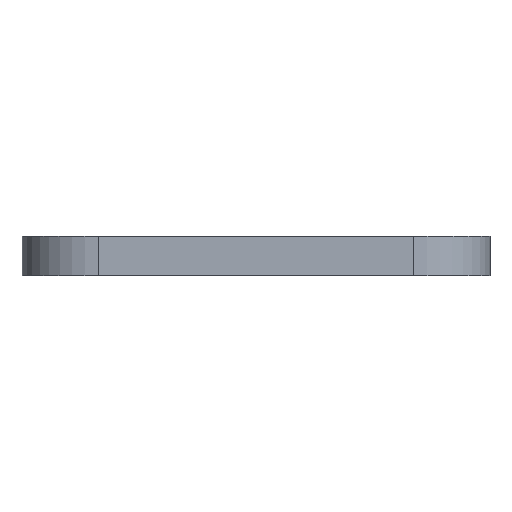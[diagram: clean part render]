
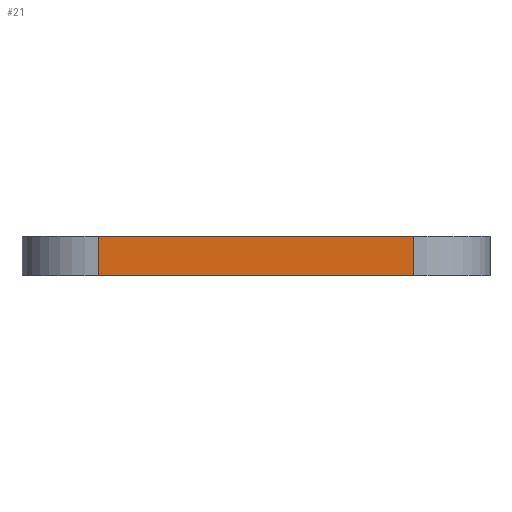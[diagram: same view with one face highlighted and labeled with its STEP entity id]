
A CAD part, front view. The second image highlights one B-rep face of the part: STEP entity #21.
In plain terms, the highlighted planar face has unit normal (0, -1, 0).
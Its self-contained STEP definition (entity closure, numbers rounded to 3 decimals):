
#21=ADVANCED_FACE('',(#50),#474,.T.);
#50=FACE_OUTER_BOUND('',#79,.T.);
#79=EDGE_LOOP('',(#114,#115,#116,#117));
#114=ORIENTED_EDGE('',*,*,#252,.T.);
#115=ORIENTED_EDGE('',*,*,#253,.T.);
#116=ORIENTED_EDGE('',*,*,#254,.F.);
#117=ORIENTED_EDGE('',*,*,#255,.F.);
#252=EDGE_CURVE('',#414,#415,#372,.T.);
#253=EDGE_CURVE('',#415,#416,#373,.T.);
#254=EDGE_CURVE('',#417,#416,#374,.T.);
#255=EDGE_CURVE('',#414,#417,#375,.T.);
#372=B_SPLINE_CURVE_WITH_KNOTS('',1,(#734,#735),.UNSPECIFIED.,.F.,.F.,(2,
2),(0.,31.609),.UNSPECIFIED.);
#373=B_SPLINE_CURVE_WITH_KNOTS('',1,(#736,#737),.UNSPECIFIED.,.F.,.F.,(2,
2),(0.,4.),.UNSPECIFIED.);
#374=B_SPLINE_CURVE_WITH_KNOTS('',1,(#738,#739),.UNSPECIFIED.,.F.,.F.,(2,
2),(0.,31.609),.UNSPECIFIED.);
#375=B_SPLINE_CURVE_WITH_KNOTS('',1,(#740,#741),.UNSPECIFIED.,.F.,.F.,(2,
2),(0.,4.),.UNSPECIFIED.);
#414=VERTEX_POINT('',#688);
#415=VERTEX_POINT('',#689);
#416=VERTEX_POINT('',#690);
#417=VERTEX_POINT('',#691);
#474=PLANE('',#509);
#509=AXIS2_PLACEMENT_3D('',#641,#563,$);
#563=DIRECTION('',(0.,-1.,0.));
#641=CARTESIAN_POINT('',(-20.323,-26.398,34.711));
#688=CARTESIAN_POINT('',(-20.323,-26.398,34.711));
#689=CARTESIAN_POINT('',(-51.931,-26.398,34.711));
#690=CARTESIAN_POINT('',(-51.931,-26.398,30.711));
#691=CARTESIAN_POINT('',(-20.323,-26.398,30.711));
#734=CARTESIAN_POINT('',(-20.323,-26.398,34.711));
#735=CARTESIAN_POINT('',(-51.931,-26.398,34.711));
#736=CARTESIAN_POINT('',(-51.931,-26.398,34.711));
#737=CARTESIAN_POINT('',(-51.931,-26.398,30.711));
#738=CARTESIAN_POINT('',(-20.323,-26.398,30.711));
#739=CARTESIAN_POINT('',(-51.931,-26.398,30.711));
#740=CARTESIAN_POINT('',(-20.323,-26.398,34.711));
#741=CARTESIAN_POINT('',(-20.323,-26.398,30.711));
